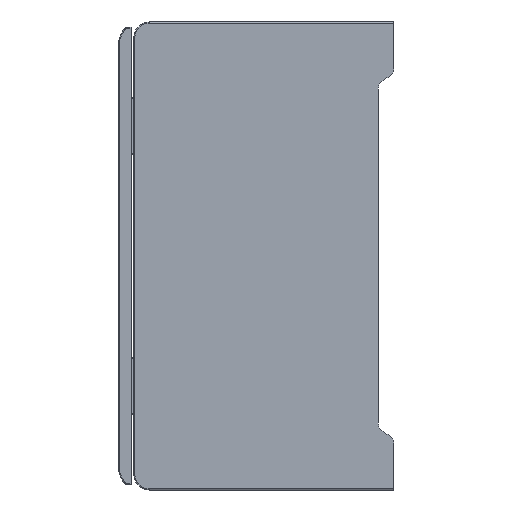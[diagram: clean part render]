
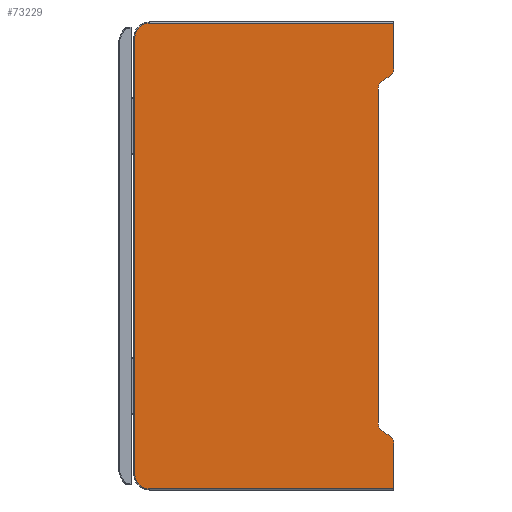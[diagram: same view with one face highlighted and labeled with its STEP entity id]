
A CAD part, left-side view. The second image highlights one B-rep face of the part: STEP entity #73229.
In plain terms, the highlighted planar face has unit normal (-1, 0, 0).
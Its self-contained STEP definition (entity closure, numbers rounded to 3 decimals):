
#18578=DIRECTION('',(0.,0.866,0.5));
#18579=VECTOR('',#18578,1.309);
#18580=CARTESIAN_POINT('',(-110.,0.866,-34.5));
#18581=LINE('',#18580,#18579);
#18582=CARTESIAN_POINT('',(-110.,1.732,-36.));
#18583=DIRECTION('',(1.,0.,0.));
#18584=DIRECTION('',(0.,-0.5,0.866));
#18585=AXIS2_PLACEMENT_3D('',#18582,#18583,#18584);
#18587=DIRECTION('',(0.,0.,-1.));
#18588=VECTOR('',#18587,8.8);
#18589=CARTESIAN_POINT('',(-110.,0.,-36.));
#18590=LINE('',#18589,#18588);
#18591=DIRECTION('',(0.,1.,0.));
#18592=VECTOR('',#18591,47.);
#18593=CARTESIAN_POINT('',(-110.,0.,-44.8));
#18594=LINE('',#18593,#18592);
#18595=CARTESIAN_POINT('',(-110.,47.,-42.));
#18596=DIRECTION('',(1.,0.,0.));
#18597=DIRECTION('',(0.,0.,-1.));
#18598=AXIS2_PLACEMENT_3D('',#18595,#18596,#18597);
#18600=DIRECTION('',(0.,0.,1.));
#18601=VECTOR('',#18600,84.);
#18602=CARTESIAN_POINT('',(-110.,49.8,-42.));
#18603=LINE('',#18602,#18601);
#18604=CARTESIAN_POINT('',(-110.,47.,42.));
#18605=DIRECTION('',(1.,0.,0.));
#18606=DIRECTION('',(0.,1.,0.));
#18607=AXIS2_PLACEMENT_3D('',#18604,#18605,#18606);
#18609=DIRECTION('',(0.,-1.,0.));
#18610=VECTOR('',#18609,47.);
#18611=CARTESIAN_POINT('',(-110.,47.,44.8));
#18612=LINE('',#18611,#18610);
#18613=DIRECTION('',(0.,0.,-1.));
#18614=VECTOR('',#18613,8.8);
#18615=CARTESIAN_POINT('',(-110.,0.,44.8));
#18616=LINE('',#18615,#18614);
#18617=CARTESIAN_POINT('',(-110.,1.732,36.));
#18618=DIRECTION('',(1.,0.,0.));
#18619=DIRECTION('',(0.,-1.,0.));
#18620=AXIS2_PLACEMENT_3D('',#18617,#18618,#18619);
#18622=DIRECTION('',(0.,-0.866,0.5));
#18623=VECTOR('',#18622,1.309);
#18624=CARTESIAN_POINT('',(-110.,2.,33.845));
#18625=LINE('',#18624,#18623);
#18626=CARTESIAN_POINT('',(-110.,1.,32.113));
#18627=DIRECTION('',(1.,0.,0.));
#18628=DIRECTION('',(0.,1.,0.));
#18629=AXIS2_PLACEMENT_3D('',#18626,#18627,#18628);
#18631=DIRECTION('',(0.,0.,1.));
#18632=VECTOR('',#18631,64.226);
#18633=CARTESIAN_POINT('',(-110.,3.,-32.113));
#18634=LINE('',#18633,#18632);
#18635=CARTESIAN_POINT('',(-110.,1.,-32.113));
#18636=DIRECTION('',(1.,0.,0.));
#18637=DIRECTION('',(0.,0.5,-0.866));
#18638=AXIS2_PLACEMENT_3D('',#18635,#18636,#18637);
#33349=CARTESIAN_POINT('',(-110.,0.,44.8));
#33351=VERTEX_POINT('',#33349);
#33352=CARTESIAN_POINT('',(-110.,47.,44.8));
#33353=VERTEX_POINT('',#33352);
#33358=CARTESIAN_POINT('',(-110.,49.8,42.));
#33359=VERTEX_POINT('',#33358);
#33362=CARTESIAN_POINT('',(-110.,49.8,-42.));
#33363=VERTEX_POINT('',#33362);
#33366=CARTESIAN_POINT('',(-110.,47.,-44.8));
#33367=VERTEX_POINT('',#33366);
#33368=CARTESIAN_POINT('',(-110.,0.,-44.8));
#33370=VERTEX_POINT('',#33368);
#34374=CARTESIAN_POINT('',(-110.,0.866,-34.5));
#34375=CARTESIAN_POINT('',(-110.,2.,-33.845));
#34376=VERTEX_POINT('',#34374);
#34377=VERTEX_POINT('',#34375);
#34378=CARTESIAN_POINT('',(-110.,3.,-32.113));
#34379=VERTEX_POINT('',#34378);
#34380=CARTESIAN_POINT('',(-110.,3.,32.113));
#34381=VERTEX_POINT('',#34380);
#34382=CARTESIAN_POINT('',(-110.,2.,33.845));
#34383=VERTEX_POINT('',#34382);
#34384=CARTESIAN_POINT('',(-110.,0.866,34.5));
#34385=VERTEX_POINT('',#34384);
#34386=CARTESIAN_POINT('',(-110.,0.,36.));
#34387=VERTEX_POINT('',#34386);
#34388=CARTESIAN_POINT('',(-110.,0.,-36.));
#34389=VERTEX_POINT('',#34388);
#73204=CARTESIAN_POINT('',(-110.,0.,-45.));
#73205=DIRECTION('',(-1.,0.,0.));
#73206=DIRECTION('',(0.,0.,1.));
#73207=AXIS2_PLACEMENT_3D('',#73204,#73205,#73206);
#73208=PLANE('',#73207);
#73209=ORIENTED_EDGE('',*,*,#73169,.F.);
#73210=ORIENTED_EDGE('',*,*,#73190,.T.);
#73211=ORIENTED_EDGE('',*,*,#73089,.T.);
#73213=ORIENTED_EDGE('',*,*,#73212,.T.);
#73214=ORIENTED_EDGE('',*,*,#72973,.T.);
#73215=ORIENTED_EDGE('',*,*,#72995,.T.);
#73216=ORIENTED_EDGE('',*,*,#73016,.T.);
#73217=ORIENTED_EDGE('',*,*,#73036,.T.);
#73218=ORIENTED_EDGE('',*,*,#73057,.T.);
#73219=ORIENTED_EDGE('',*,*,#73111,.T.);
#73221=ORIENTED_EDGE('',*,*,#73220,.F.);
#73223=ORIENTED_EDGE('',*,*,#73222,.F.);
#73224=ORIENTED_EDGE('',*,*,#49315,.F.);
#73226=ORIENTED_EDGE('',*,*,#73225,.F.);
#73227=EDGE_LOOP('',(#73209,#73210,#73211,#73213,#73214,#73215,#73216,#73217,
#73218,#73219,#73221,#73223,#73224,#73226));
#73228=FACE_OUTER_BOUND('',#73227,.F.);
#73229=ADVANCED_FACE('',(#73228),#73208,.T.);
#18586=CIRCLE('',#18585,1.732);
#18599=CIRCLE('',#18598,2.8);
#18608=CIRCLE('',#18607,2.8);
#18621=CIRCLE('',#18620,1.732);
#18630=CIRCLE('',#18629,2.);
#18639=CIRCLE('',#18638,2.);
#49315=EDGE_CURVE('',#34379,#34381,#18634,.T.);
#72973=EDGE_CURVE('',#33367,#33363,#18599,.T.);
#72995=EDGE_CURVE('',#33363,#33359,#18603,.T.);
#73016=EDGE_CURVE('',#33359,#33353,#18608,.T.);
#73036=EDGE_CURVE('',#33353,#33351,#18612,.T.);
#73057=EDGE_CURVE('',#33351,#34387,#18616,.T.);
#73089=EDGE_CURVE('',#34389,#33370,#18590,.T.);
#73111=EDGE_CURVE('',#34387,#34385,#18621,.T.);
#73169=EDGE_CURVE('',#34376,#34377,#18581,.T.);
#73190=EDGE_CURVE('',#34376,#34389,#18586,.T.);
#73212=EDGE_CURVE('',#33370,#33367,#18594,.T.);
#73220=EDGE_CURVE('',#34383,#34385,#18625,.T.);
#73222=EDGE_CURVE('',#34381,#34383,#18630,.T.);
#73225=EDGE_CURVE('',#34377,#34379,#18639,.T.);
